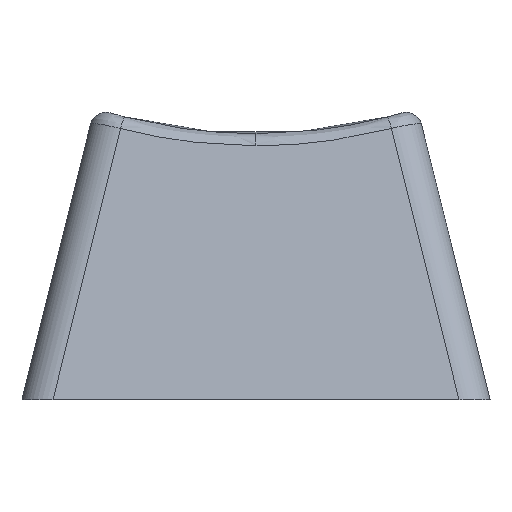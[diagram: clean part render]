
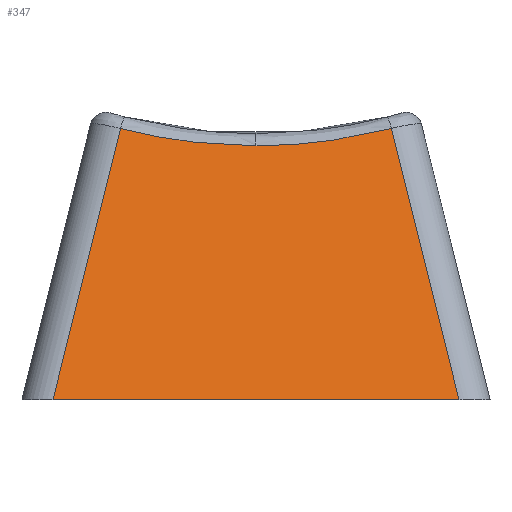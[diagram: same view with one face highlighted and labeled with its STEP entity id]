
A CAD part, left-side view. The second image highlights one B-rep face of the part: STEP entity #347.
In plain terms, the highlighted planar face has unit normal (-0.97, 0, 0.241).
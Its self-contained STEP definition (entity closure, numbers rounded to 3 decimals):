
#298=CARTESIAN_POINT('',(174.871,-74.4,2.145));
#299=DIRECTION('',(-0.97,0.,0.242));
#300=DIRECTION('',(0.242,0.,0.97));
#301=AXIS2_PLACEMENT_3D('',#298,#299,#300);
#302=PLANE('',#301);
#303=CARTESIAN_POINT('',(176.977,-79.698,10.604));
#304=VERTEX_POINT('',#303);
#305=CARTESIAN_POINT('',(176.808,-74.4,9.926));
#306=VERTEX_POINT('',#305);
#307=CARTESIAN_POINT('',(182.047,-74.4,30.975));
#308=DIRECTION('',(0.97,-0.,-0.242));
#309=DIRECTION('',(-0.242,-0.,-0.97));
#310=AXIS2_PLACEMENT_3D('',#307,#308,#309);
#311=ELLIPSE('',#310,21.691,21.049);
#312=EDGE_CURVE('',#304,#306,#311,.T.);
#313=ORIENTED_EDGE('',*,*,#312,.T.);
#314=CARTESIAN_POINT('',(176.977,-69.102,10.604));
#315=VERTEX_POINT('',#314);
#316=CARTESIAN_POINT('',(182.047,-74.4,30.975));
#317=DIRECTION('',(0.97,-0.,-0.242));
#318=DIRECTION('',(-0.242,-0.,-0.97));
#319=AXIS2_PLACEMENT_3D('',#316,#317,#318);
#320=ELLIPSE('',#319,21.691,21.049);
#321=EDGE_CURVE('',#306,#315,#320,.T.);
#322=ORIENTED_EDGE('',*,*,#321,.T.);
#323=CARTESIAN_POINT('',(174.337,-66.463,0.));
#324=VERTEX_POINT('',#323);
#325=CARTESIAN_POINT('',(176.977,-69.102,10.604));
#326=DIRECTION('',(-0.235,0.235,-0.943));
#327=VECTOR('',#326,11.241);
#328=LINE('',#325,#327);
#329=EDGE_CURVE('',#315,#324,#328,.T.);
#330=ORIENTED_EDGE('',*,*,#329,.T.);
#331=CARTESIAN_POINT('',(174.337,-82.337,0.));
#332=VERTEX_POINT('',#331);
#333=CARTESIAN_POINT('',(174.337,-66.463,0.));
#334=DIRECTION('',(-0.,-1.,-0.));
#335=VECTOR('',#334,15.874);
#336=LINE('',#333,#335);
#337=EDGE_CURVE('',#324,#332,#336,.T.);
#338=ORIENTED_EDGE('',*,*,#337,.T.);
#339=CARTESIAN_POINT('',(174.337,-82.337,0.));
#340=DIRECTION('',(0.235,0.235,0.943));
#341=VECTOR('',#340,11.241);
#342=LINE('',#339,#341);
#343=EDGE_CURVE('',#332,#304,#342,.T.);
#344=ORIENTED_EDGE('',*,*,#343,.T.);
#345=EDGE_LOOP('',(#313,#322,#330,#338,#344));
#346=FACE_BOUND('',#345,.T.);
#347=ADVANCED_FACE('',(#346),#302,.T.);
